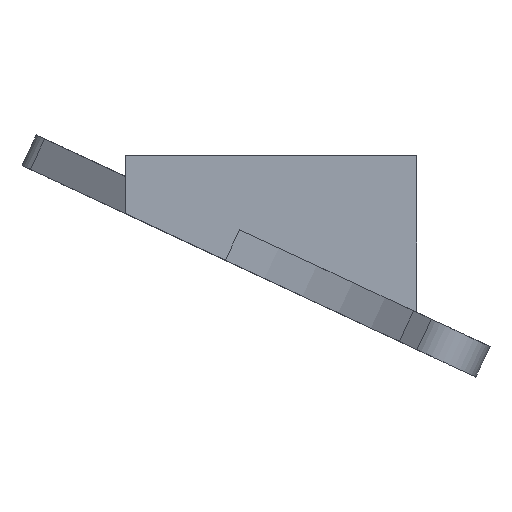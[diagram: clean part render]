
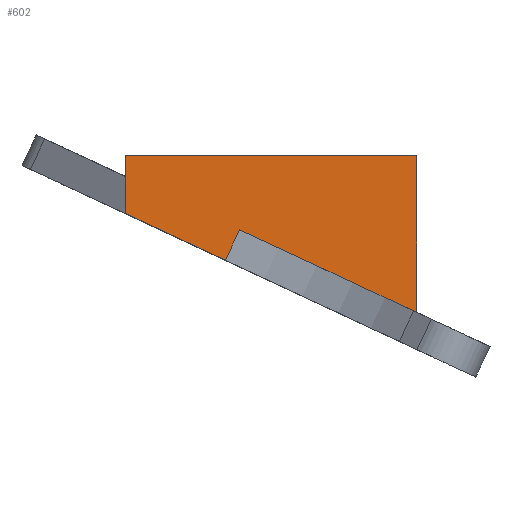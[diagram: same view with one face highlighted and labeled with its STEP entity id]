
A CAD part, left-side view. The second image highlights one B-rep face of the part: STEP entity #602.
In plain terms, the highlighted planar face has unit normal (-1, 0, 0).
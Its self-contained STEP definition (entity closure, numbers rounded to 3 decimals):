
#37=PLANE('',#662);
#69=FACE_OUTER_BOUND('',#109,.T.);
#109=EDGE_LOOP('',(#528,#529,#530,#531,#532,#533));
#151=LINE('',#884,#213);
#172=LINE('',#941,#234);
#177=LINE('',#949,#239);
#180=LINE('',#967,#242);
#186=LINE('',#983,#248);
#191=LINE('',#994,#253);
#213=VECTOR('',#715,10.);
#234=VECTOR('',#758,10.);
#239=VECTOR('',#765,10.);
#242=VECTOR('',#774,10.);
#248=VECTOR('',#788,10.);
#253=VECTOR('',#805,10.);
#278=VERTEX_POINT('',#882);
#279=VERTEX_POINT('',#883);
#303=VERTEX_POINT('',#938);
#304=VERTEX_POINT('',#940);
#309=VERTEX_POINT('',#964);
#310=VERTEX_POINT('',#966);
#339=EDGE_CURVE('',#278,#279,#151,.T.);
#368=EDGE_CURVE('',#303,#304,#172,.T.);
#373=EDGE_CURVE('',#303,#279,#177,.T.);
#378=EDGE_CURVE('',#310,#309,#180,.T.);
#387=EDGE_CURVE('',#304,#309,#186,.T.);
#392=EDGE_CURVE('',#310,#278,#191,.T.);
#528=ORIENTED_EDGE('',*,*,#378,.T.);
#529=ORIENTED_EDGE('',*,*,#387,.F.);
#530=ORIENTED_EDGE('',*,*,#368,.F.);
#531=ORIENTED_EDGE('',*,*,#373,.T.);
#532=ORIENTED_EDGE('',*,*,#339,.F.);
#533=ORIENTED_EDGE('',*,*,#392,.F.);
#602=ADVANCED_FACE('',(#69),#37,.F.);
#662=AXIS2_PLACEMENT_3D('',#999,#813,#814);
#715=DIRECTION('',(0.,0.906,0.423));
#758=DIRECTION('',(0.,-1.,0.));
#765=DIRECTION('',(0.,0.,-1.));
#774=DIRECTION('',(0.,-0.906,-0.423));
#788=DIRECTION('',(0.,0.,-1.));
#805=DIRECTION('',(0.,0.423,-0.906));
#813=DIRECTION('center_axis',(1.,0.,0.));
#814=DIRECTION('ref_axis',(0.,0.,-1.));
#882=CARTESIAN_POINT('',(3.9,17.065,-8.537));
#883=CARTESIAN_POINT('',(3.9,26.,-4.371));
#884=CARTESIAN_POINT('',(3.9,5.874,-13.755));
#938=CARTESIAN_POINT('',(3.9,26.,0.8));
#940=CARTESIAN_POINT('',(3.9,0.,0.8));
#941=CARTESIAN_POINT('',(3.9,8.338,0.8));
#949=CARTESIAN_POINT('',(3.9,26.,0.8));
#964=CARTESIAN_POINT('',(3.9,0.,-13.184));
#966=CARTESIAN_POINT('',(3.9,15.798,-5.818));
#967=CARTESIAN_POINT('',(3.9,5.286,-10.72));
#983=CARTESIAN_POINT('',(3.9,0.,-2.749));
#994=CARTESIAN_POINT('',(3.9,17.065,-8.537));
#999=CARTESIAN_POINT('Origin',(3.9,9.175,-5.498));
